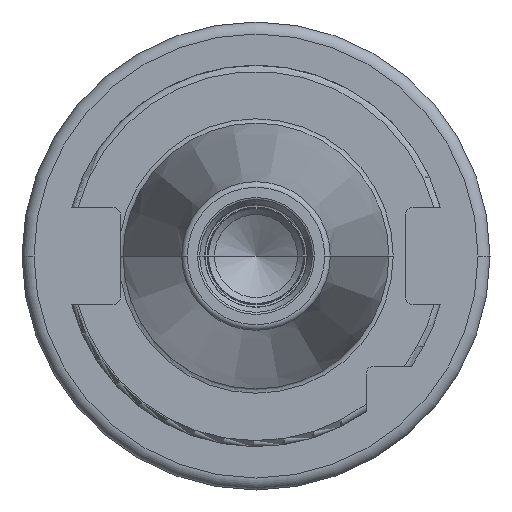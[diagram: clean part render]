
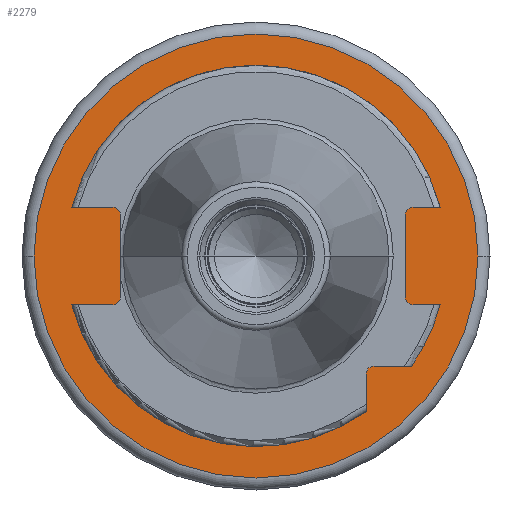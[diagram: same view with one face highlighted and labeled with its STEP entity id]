
A CAD part, left-side view. The second image highlights one B-rep face of the part: STEP entity #2279.
In plain terms, the highlighted planar face has unit normal (-1, 0, 0).
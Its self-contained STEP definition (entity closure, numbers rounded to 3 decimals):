
#130=DIRECTION('',(0.,0.,-1.));
#131=VECTOR('',#130,21.587);
#132=CARTESIAN_POINT('',(35.05,22.55,10.793));
#133=LINE('',#132,#131);
#312=CARTESIAN_POINT('',(35.05,0.,0.));
#313=DIRECTION('',(1.,0.,0.));
#314=DIRECTION('',(0.,0.902,0.432));
#315=AXIS2_PLACEMENT_3D('',#312,#313,#314);
#357=CARTESIAN_POINT('',(35.05,0.,0.));
#358=DIRECTION('',(-1.,0.,0.));
#359=DIRECTION('',(0.,1.,0.));
#360=AXIS2_PLACEMENT_3D('',#357,#358,#359);
#362=CARTESIAN_POINT('',(35.05,0.,0.));
#363=DIRECTION('',(-1.,0.,0.));
#364=DIRECTION('',(0.,-1.,0.));
#365=AXIS2_PLACEMENT_3D('',#362,#363,#364);
#1818=CARTESIAN_POINT('',(35.05,37.,0.));
#1819=CARTESIAN_POINT('',(35.05,-37.,0.));
#1820=VERTEX_POINT('',#1818);
#1821=VERTEX_POINT('',#1819);
#1824=CARTESIAN_POINT('',(35.05,22.55,10.793));
#1825=CARTESIAN_POINT('',(35.05,22.55,-10.793));
#1826=VERTEX_POINT('',#1824);
#1827=VERTEX_POINT('',#1825);
#2264=CARTESIAN_POINT('',(35.05,0.,0.));
#2265=DIRECTION('',(1.,0.,0.));
#2266=DIRECTION('',(0.,-1.,0.));
#2267=AXIS2_PLACEMENT_3D('',#2264,#2265,#2266);
#2268=PLANE('',#2267);
#2270=ORIENTED_EDGE('',*,*,#2269,.F.);
#2272=ORIENTED_EDGE('',*,*,#2271,.F.);
#2273=EDGE_LOOP('',(#2270,#2272));
#2274=FACE_OUTER_BOUND('',#2273,.F.);
#2275=ORIENTED_EDGE('',*,*,#2256,.F.);
#2276=ORIENTED_EDGE('',*,*,#2006,.T.);
#2277=EDGE_LOOP('',(#2275,#2276));
#2278=FACE_BOUND('',#2277,.F.);
#2279=ADVANCED_FACE('',(#2274,#2278),#2268,.F.);
#316=CIRCLE('',#315,25.);
#361=CIRCLE('',#360,37.);
#366=CIRCLE('',#365,37.);
#2006=EDGE_CURVE('',#1826,#1827,#133,.T.);
#2256=EDGE_CURVE('',#1826,#1827,#316,.T.);
#2269=EDGE_CURVE('',#1820,#1821,#361,.T.);
#2271=EDGE_CURVE('',#1821,#1820,#366,.T.);
